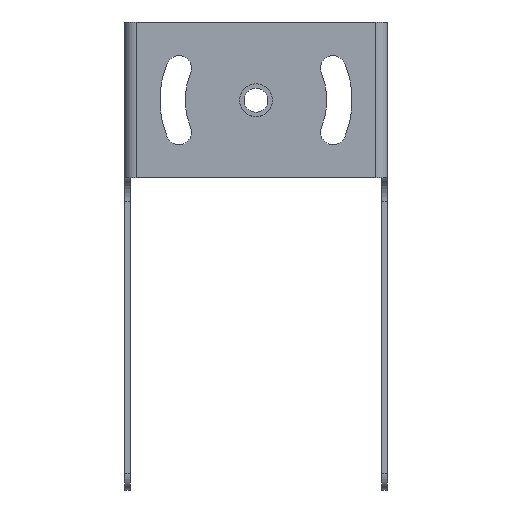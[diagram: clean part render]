
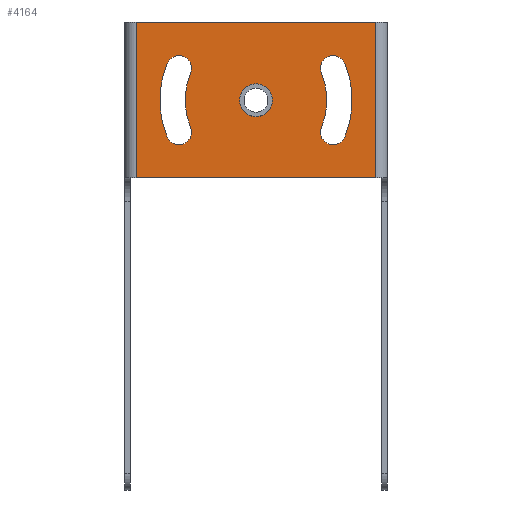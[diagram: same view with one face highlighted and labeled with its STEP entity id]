
A CAD part, front view. The second image highlights one B-rep face of the part: STEP entity #4164.
In plain terms, the highlighted planar face has unit normal (0, -1, 0).
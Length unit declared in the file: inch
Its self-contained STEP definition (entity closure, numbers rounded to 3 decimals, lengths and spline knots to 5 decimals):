
#255=DIRECTION('',(1.,0.,0.));
#256=VECTOR('',#255,2.515);
#257=CARTESIAN_POINT('',(-1.2575,0.,0.));
#258=LINE('',#257,#256);
#267=DIRECTION('',(0.,0.,-1.));
#268=VECTOR('',#267,1.63);
#269=CARTESIAN_POINT('',(-1.2575,0.,0.));
#270=LINE('',#269,#268);
#271=CARTESIAN_POINT('',(0.,0.,-0.82));
#272=DIRECTION('',(0.,-1.,0.));
#273=DIRECTION('',(0.,0.,1.));
#274=AXIS2_PLACEMENT_3D('',#271,#272,#273);
#276=CARTESIAN_POINT('',(0.,0.,-0.82));
#277=DIRECTION('',(0.,-1.,0.));
#278=DIRECTION('',(0.,0.,-1.));
#279=AXIS2_PLACEMENT_3D('',#276,#277,#278);
#281=CARTESIAN_POINT('',(0.,0.,-0.82));
#282=DIRECTION('',(0.,-1.,0.));
#283=DIRECTION('',(0.924,0.,-0.383));
#284=AXIS2_PLACEMENT_3D('',#281,#282,#283);
#286=CARTESIAN_POINT('',(0.80839,0.,-1.15485));
#287=DIRECTION('',(0.,-1.,0.));
#288=DIRECTION('',(-0.924,0.,0.383));
#289=AXIS2_PLACEMENT_3D('',#286,#287,#288);
#291=CARTESIAN_POINT('',(0.,0.,-0.82));
#292=DIRECTION('',(0.,-1.,0.));
#293=DIRECTION('',(0.924,0.,-0.383));
#294=AXIS2_PLACEMENT_3D('',#291,#292,#293);
#296=CARTESIAN_POINT('',(0.80839,0.,-0.48515));
#297=DIRECTION('',(0.,-1.,0.));
#298=DIRECTION('',(0.924,0.,0.383));
#299=AXIS2_PLACEMENT_3D('',#296,#297,#298);
#301=CARTESIAN_POINT('',(0.,0.,-0.82));
#302=DIRECTION('',(0.,-1.,0.));
#303=DIRECTION('',(-0.924,0.,0.383));
#304=AXIS2_PLACEMENT_3D('',#301,#302,#303);
#306=CARTESIAN_POINT('',(-0.80839,0.,-1.15485));
#307=DIRECTION('',(0.,-1.,0.));
#308=DIRECTION('',(-0.924,0.,-0.383));
#309=AXIS2_PLACEMENT_3D('',#306,#307,#308);
#311=CARTESIAN_POINT('',(0.,0.,-0.82));
#312=DIRECTION('',(0.,-1.,0.));
#313=DIRECTION('',(-0.924,0.,0.383));
#314=AXIS2_PLACEMENT_3D('',#311,#312,#313);
#316=CARTESIAN_POINT('',(-0.80839,0.,-0.48515));
#317=DIRECTION('',(0.,-1.,0.));
#318=DIRECTION('',(0.924,0.,-0.383));
#319=AXIS2_PLACEMENT_3D('',#316,#317,#318);
#321=DIRECTION('',(0.,0.,-1.));
#322=VECTOR('',#321,1.63);
#323=CARTESIAN_POINT('',(1.2575,0.,0.));
#324=LINE('',#323,#322);
#2737=DIRECTION('',(1.,0.,0.));
#2738=VECTOR('',#2737,2.515);
#2739=CARTESIAN_POINT('',(-1.2575,0.,-1.63));
#2740=LINE('',#2739,#2738);
#2898=CARTESIAN_POINT('',(-1.2575,0.,0.));
#2900=VERTEX_POINT('',#2898);
#2901=CARTESIAN_POINT('',(1.2575,0.,0.));
#2902=VERTEX_POINT('',#2901);
#2906=CARTESIAN_POINT('',(-1.2575,0.,-1.63));
#2908=VERTEX_POINT('',#2906);
#2909=CARTESIAN_POINT('',(1.2575,0.,-1.63));
#2910=VERTEX_POINT('',#2909);
#3009=CARTESIAN_POINT('',(0.,0.,-0.648));
#3010=CARTESIAN_POINT('',(0.,0.,-0.992));
#3011=VERTEX_POINT('',#3009);
#3012=VERTEX_POINT('',#3010);
#3013=CARTESIAN_POINT('',(0.68552,0.,-1.10395));
#3014=CARTESIAN_POINT('',(0.68552,0.,-0.53605));
#3015=VERTEX_POINT('',#3013);
#3016=VERTEX_POINT('',#3014);
#3017=CARTESIAN_POINT('',(0.93127,0.,-0.43426));
#3018=VERTEX_POINT('',#3017);
#3019=CARTESIAN_POINT('',(0.93127,0.,-1.20574));
#3020=VERTEX_POINT('',#3019);
#3021=CARTESIAN_POINT('',(-0.93127,0.,-0.43426));
#3022=CARTESIAN_POINT('',(-0.93127,0.,-1.20574));
#3023=VERTEX_POINT('',#3021);
#3024=VERTEX_POINT('',#3022);
#3025=CARTESIAN_POINT('',(-0.68552,0.,-0.53605));
#3026=VERTEX_POINT('',#3025);
#3027=CARTESIAN_POINT('',(-0.68552,0.,-1.10395));
#3028=VERTEX_POINT('',#3027);
#4125=CARTESIAN_POINT('',(-1.2575,0.,0.));
#4126=DIRECTION('',(0.,-1.,0.));
#4127=DIRECTION('',(1.,0.,0.));
#4128=AXIS2_PLACEMENT_3D('',#4125,#4126,#4127);
#4129=PLANE('',#4128);
#4130=ORIENTED_EDGE('',*,*,#4116,.T.);
#4132=ORIENTED_EDGE('',*,*,#4131,.T.);
#4134=ORIENTED_EDGE('',*,*,#4133,.F.);
#4135=ORIENTED_EDGE('',*,*,#3960,.F.);
#4136=EDGE_LOOP('',(#4130,#4132,#4134,#4135));
#4137=FACE_OUTER_BOUND('',#4136,.F.);
#4139=ORIENTED_EDGE('',*,*,#4138,.T.);
#4141=ORIENTED_EDGE('',*,*,#4140,.T.);
#4142=EDGE_LOOP('',(#4139,#4141));
#4143=FACE_BOUND('',#4142,.F.);
#4145=ORIENTED_EDGE('',*,*,#4144,.F.);
#4147=ORIENTED_EDGE('',*,*,#4146,.T.);
#4149=ORIENTED_EDGE('',*,*,#4148,.T.);
#4151=ORIENTED_EDGE('',*,*,#4150,.T.);
#4152=EDGE_LOOP('',(#4145,#4147,#4149,#4151));
#4153=FACE_BOUND('',#4152,.F.);
#4155=ORIENTED_EDGE('',*,*,#4154,.T.);
#4157=ORIENTED_EDGE('',*,*,#4156,.T.);
#4159=ORIENTED_EDGE('',*,*,#4158,.F.);
#4161=ORIENTED_EDGE('',*,*,#4160,.T.);
#4162=EDGE_LOOP('',(#4155,#4157,#4159,#4161));
#4163=FACE_BOUND('',#4162,.F.);
#4164=ADVANCED_FACE('',(#4137,#4143,#4153,#4163),#4129,.T.);
#275=CIRCLE('',#274,0.172);
#280=CIRCLE('',#279,0.172);
#285=CIRCLE('',#284,0.742);
#290=CIRCLE('',#289,0.133);
#295=CIRCLE('',#294,1.008);
#300=CIRCLE('',#299,0.133);
#305=CIRCLE('',#304,1.008);
#310=CIRCLE('',#309,0.133);
#315=CIRCLE('',#314,0.742);
#320=CIRCLE('',#319,0.133);
#3960=EDGE_CURVE('',#2900,#2908,#270,.T.);
#4116=EDGE_CURVE('',#2900,#2902,#258,.T.);
#4131=EDGE_CURVE('',#2902,#2910,#324,.T.);
#4133=EDGE_CURVE('',#2908,#2910,#2740,.T.);
#4138=EDGE_CURVE('',#3011,#3012,#275,.T.);
#4140=EDGE_CURVE('',#3012,#3011,#280,.T.);
#4144=EDGE_CURVE('',#3015,#3016,#285,.T.);
#4146=EDGE_CURVE('',#3015,#3020,#290,.T.);
#4148=EDGE_CURVE('',#3020,#3018,#295,.T.);
#4150=EDGE_CURVE('',#3018,#3016,#300,.T.);
#4154=EDGE_CURVE('',#3023,#3024,#305,.T.);
#4156=EDGE_CURVE('',#3024,#3028,#310,.T.);
#4158=EDGE_CURVE('',#3026,#3028,#315,.T.);
#4160=EDGE_CURVE('',#3026,#3023,#320,.T.);
